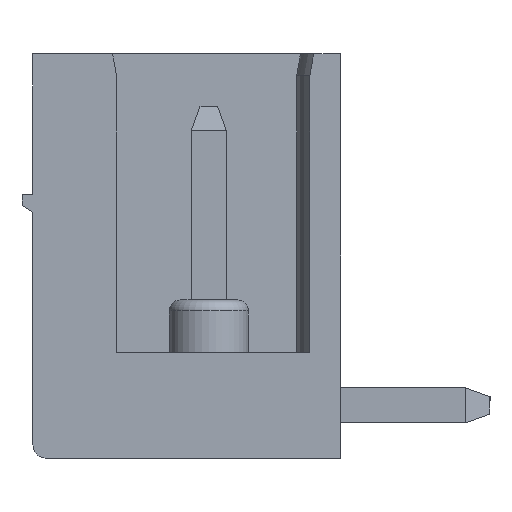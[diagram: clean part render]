
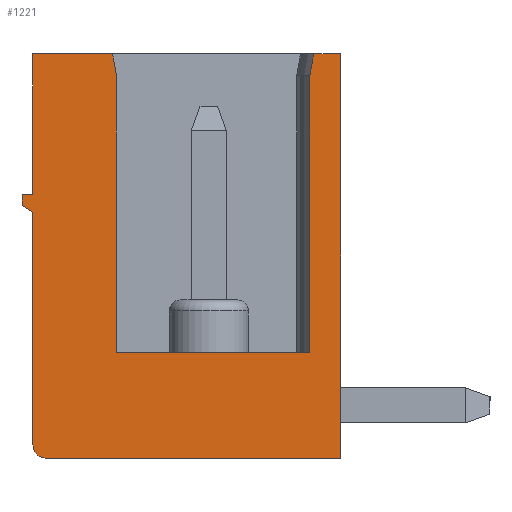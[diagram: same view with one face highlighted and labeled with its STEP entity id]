
A CAD part, left-side view. The second image highlights one B-rep face of the part: STEP entity #1221.
In plain terms, the highlighted planar face has unit normal (-1, 0, 0).
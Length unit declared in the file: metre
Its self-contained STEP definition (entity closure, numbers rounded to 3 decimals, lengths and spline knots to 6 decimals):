
#1221=ADVANCED_FACE('',(#3463),#3464,.F.);
#3463=FACE_OUTER_BOUND('',#6807,.T.);
#3464=PLANE('',#6808);
#6807=EDGE_LOOP('',(#10460,#10461,#10462,#10463,#10464,#10465,#10466,#10467,#10468,#10469,#10470,#10471,#10472,#10473,#10474));
#6808=AXIS2_PLACEMENT_3D('',#10475,#10476,#10477);
#10460=ORIENTED_EDGE('',*,*,#20162,.T.);
#10461=ORIENTED_EDGE('',*,*,#20163,.F.);
#10462=ORIENTED_EDGE('',*,*,#20164,.F.);
#10463=ORIENTED_EDGE('',*,*,#20165,.F.);
#10464=ORIENTED_EDGE('',*,*,#20148,.T.);
#10465=ORIENTED_EDGE('',*,*,#20153,.T.);
#10466=ORIENTED_EDGE('',*,*,#20166,.F.);
#10467=ORIENTED_EDGE('',*,*,#20167,.T.);
#10468=ORIENTED_EDGE('',*,*,#20168,.F.);
#10469=ORIENTED_EDGE('',*,*,#20169,.F.);
#10470=ORIENTED_EDGE('',*,*,#20170,.F.);
#10471=ORIENTED_EDGE('',*,*,#20171,.F.);
#10472=ORIENTED_EDGE('',*,*,#20172,.F.);
#10473=ORIENTED_EDGE('',*,*,#20173,.F.);
#10474=ORIENTED_EDGE('',*,*,#20174,.F.);
#10475=CARTESIAN_POINT('',(-1.086627,0.01086,0.000933));
#10476=DIRECTION('',(1.0,0.0,0.0));
#10477=DIRECTION('',(0.0,1.0,-0.0));
#20148=EDGE_CURVE('',#24161,#24162,#24163,.T.);
#20153=EDGE_CURVE('',#24162,#24170,#24171,.T.);
#20162=EDGE_CURVE('',#24185,#24186,#24187,.F.);
#20163=EDGE_CURVE('',#24188,#24186,#24189,.T.);
#20164=EDGE_CURVE('',#24190,#24188,#24191,.T.);
#20165=EDGE_CURVE('',#24161,#24190,#24192,.T.);
#20166=EDGE_CURVE('',#24193,#24170,#24194,.T.);
#20167=EDGE_CURVE('',#24193,#24195,#24196,.T.);
#20168=EDGE_CURVE('',#24197,#24195,#24198,.T.);
#20169=EDGE_CURVE('',#24199,#24197,#24200,.T.);
#20170=EDGE_CURVE('',#24201,#24199,#24202,.T.);
#20171=EDGE_CURVE('',#24203,#24201,#24204,.T.);
#20172=EDGE_CURVE('',#24205,#24203,#24206,.T.);
#20173=EDGE_CURVE('',#24207,#24205,#24208,.T.);
#20174=EDGE_CURVE('',#24185,#24207,#24209,.T.);
#24161=VERTEX_POINT('',#30041);
#24162=VERTEX_POINT('',#30042);
#24163=LINE('',#30043,#30044);
#24170=VERTEX_POINT('',#30056);
#24171=LINE('',#30057,#30058);
#24185=VERTEX_POINT('',#30078);
#24186=VERTEX_POINT('',#30079);
#24187=CIRCLE('',#30080,0.0003);
#24188=VERTEX_POINT('',#30081);
#24189=LINE('',#30082,#30083);
#24190=VERTEX_POINT('',#30084);
#24191=LINE('',#30085,#30086);
#24192=LINE('',#30087,#30088);
#24193=VERTEX_POINT('',#30089);
#24194=LINE('',#30090,#30091);
#24195=VERTEX_POINT('',#30092);
#24196=LINE('',#30093,#30094);
#24197=VERTEX_POINT('',#30095);
#24198=LINE('',#30096,#30097);
#24199=VERTEX_POINT('',#30098);
#24200=LINE('',#30099,#30100);
#24201=VERTEX_POINT('',#30101);
#24202=LINE('',#30102,#30103);
#24203=VERTEX_POINT('',#30104);
#24204=LINE('',#30105,#30106);
#24205=VERTEX_POINT('',#30107);
#24206=LINE('',#30108,#30109);
#24207=VERTEX_POINT('',#30110);
#24208=LINE('',#30111,#30112);
#24209=LINE('',#30113,#30114);
#30041=CARTESIAN_POINT('',(-1.086627,0.004471,0.000933));
#30042=CARTESIAN_POINT('',(-1.086627,0.00456,0.000433));
#30043=CARTESIAN_POINT('',(-1.086627,0.005565,-0.005267));
#30044=VECTOR('',#38190,1.0);
#30056=CARTESIAN_POINT('',(-1.086627,0.00456,-0.005867));
#30057=CARTESIAN_POINT('',(-1.086627,0.00456,-0.005567));
#30058=VECTOR('',#38193,1.0);
#30078=CARTESIAN_POINT('',(-1.086627,0.01086,-0.007967));
#30079=CARTESIAN_POINT('',(-1.086627,0.01056,-0.008267));
#30080=AXIS2_PLACEMENT_3D('',#38200,#38201,#38202);
#30081=CARTESIAN_POINT('',(-1.086627,0.00386,-0.008267));
#30082=CARTESIAN_POINT('',(-1.086627,0.01056,-0.008267));
#30083=VECTOR('',#38203,1.0);
#30084=CARTESIAN_POINT('',(-1.086627,0.00386,0.000933));
#30085=CARTESIAN_POINT('',(-1.086627,0.00386,-0.008267));
#30086=VECTOR('',#38204,1.0);
#30087=CARTESIAN_POINT('',(-1.086627,0.00386,0.000933));
#30088=VECTOR('',#38205,1.0);
#30089=CARTESIAN_POINT('',(-1.086627,0.00896,-0.005867));
#30090=CARTESIAN_POINT('',(-1.086627,0.00386,-0.005867));
#30091=VECTOR('',#38206,1.0);
#30092=CARTESIAN_POINT('',(-1.086627,0.00896,0.000433));
#30093=CARTESIAN_POINT('',(-1.086627,0.00896,-0.005567));
#30094=VECTOR('',#38207,1.0);
#30095=CARTESIAN_POINT('',(-1.086627,0.009048,0.000933));
#30096=CARTESIAN_POINT('',(-1.086627,0.009048,0.000933));
#30097=VECTOR('',#38208,1.0);
#30098=CARTESIAN_POINT('',(-1.086627,0.01086,0.000933));
#30099=CARTESIAN_POINT('',(-1.086627,0.00386,0.000933));
#30100=VECTOR('',#38209,1.0);
#30101=CARTESIAN_POINT('',(-1.086627,0.01086,-0.002267));
#30102=CARTESIAN_POINT('',(-1.086627,0.01086,0.000933));
#30103=VECTOR('',#38210,1.0);
#30104=CARTESIAN_POINT('',(-1.086627,0.01111,-0.002267));
#30105=CARTESIAN_POINT('',(-1.086627,0.01086,-0.002267));
#30106=VECTOR('',#38211,1.0);
#30107=CARTESIAN_POINT('',(-1.086627,0.01111,-0.002517));
#30108=CARTESIAN_POINT('',(-1.086627,0.01111,-0.002267));
#30109=VECTOR('',#38212,1.0);
#30110=CARTESIAN_POINT('',(-1.086627,0.01086,-0.002667));
#30111=CARTESIAN_POINT('',(-1.086627,0.01111,-0.002517));
#30112=VECTOR('',#38213,1.0);
#30113=CARTESIAN_POINT('',(-1.086627,0.01086,-0.002667));
#30114=VECTOR('',#38214,1.0);
#38190=DIRECTION('',(0.0,0.174,-0.985));
#38193=DIRECTION('',(0.0,0.,-1.0));
#38200=CARTESIAN_POINT('',(-1.086627,0.01056,-0.007967));
#38201=DIRECTION('',(1.0,0.0,0.0));
#38202=DIRECTION('',(0.0,0.0,-1.0));
#38203=DIRECTION('',(0.0,1.0,0.));
#38204=DIRECTION('',(0.0,0.,-1.0));
#38205=DIRECTION('',(0.0,-1.0,0.));
#38206=DIRECTION('',(0.0,-1.0,0.));
#38207=DIRECTION('',(0.0,0.,1.0));
#38208=DIRECTION('',(0.0,-0.174,-0.985));
#38209=DIRECTION('',(0.0,-1.0,0.));
#38210=DIRECTION('',(0.0,0.,1.0));
#38211=DIRECTION('',(0.0,-1.0,0.));
#38212=DIRECTION('',(0.0,0.,1.0));
#38213=DIRECTION('',(0.0,0.857,0.514));
#38214=DIRECTION('',(0.0,0.,1.0));
